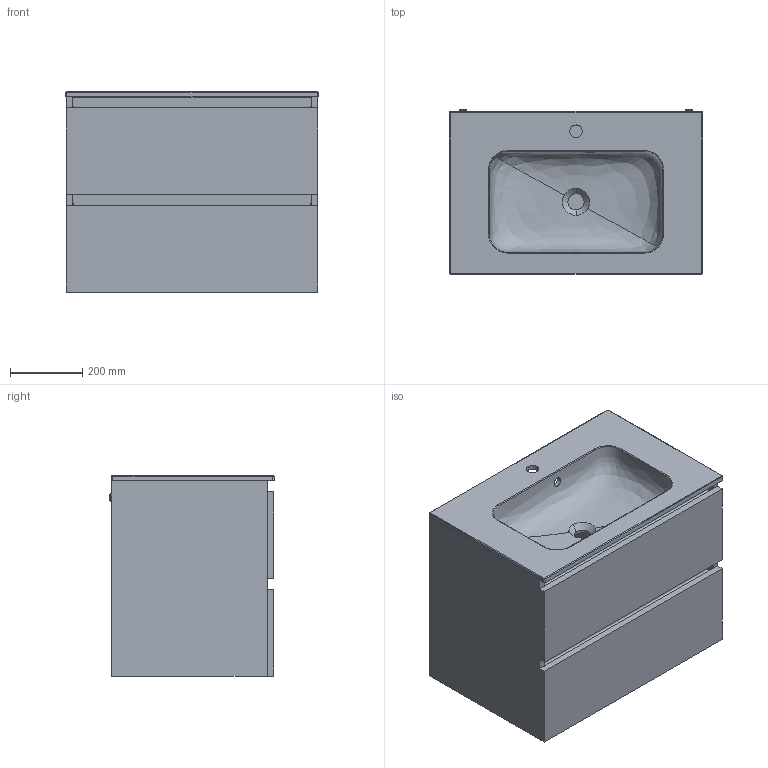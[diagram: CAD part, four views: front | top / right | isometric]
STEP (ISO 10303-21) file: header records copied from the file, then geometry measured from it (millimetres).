
FILE_DESCRIPTION(/* description */ (''),/* implementation_level */ '2;1');
FILE_NAME(/* name */ 'Della 700',/* time_stamp */ '2025-06-27T11:58:29+03:00',/* author */ (''),/* organization */ (''),/* preprocessor_version */ 'ST-DEVELOPER v16.5',/* originating_system */ 'Rhino 7.13',/* authorisation */ '');
FILE_SCHEMA (('CONFIG_CONTROL_DESIGN'));
Length unit declared in the file: millimetre
Products named in the file (1): Document
Bounding box: 700.98 x 455.16 x 554 mm (x, y, z)
Volume: 38591306 mm3; surface area: 5521794.9 mm2
Topology: 24 solids, 26 shells, 2302 faces, 6135 edges, 3926 vertices
Faces by surface type: plane 1618, bspline 347, cylinder 337
Entity records: 106518 total; most frequent: CARTESIAN_POINT 65933, ORIENTED_EDGE 12184, EDGE_CURVE 6095, B_SPLINE_CURVE_WITH_KNOTS 4920, VERTEX_POINT 3926, EDGE_LOOP 2503, ADVANCED_FACE 2302, FACE_OUTER_BOUND 2302
